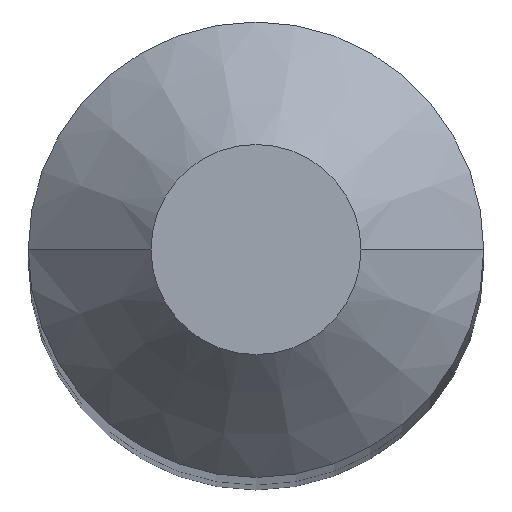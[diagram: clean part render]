
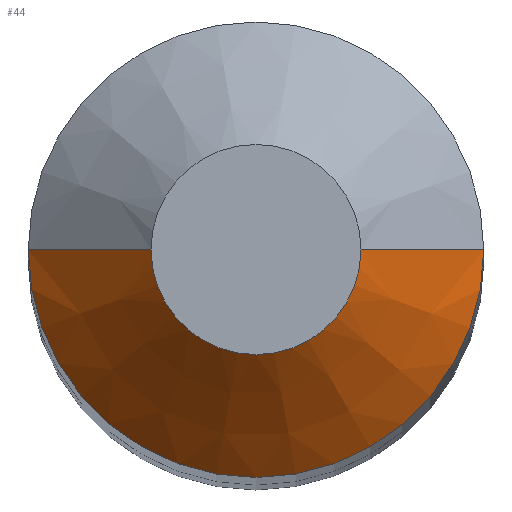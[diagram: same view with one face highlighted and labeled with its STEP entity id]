
A CAD part, top view. The second image highlights one B-rep face of the part: STEP entity #44.
In plain terms, the highlighted conical face has half-angle 45 degrees and reference radius 1.473 mm.
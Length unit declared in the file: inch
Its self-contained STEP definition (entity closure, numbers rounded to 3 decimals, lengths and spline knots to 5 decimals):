
#28 = CARTESIAN_POINT ( 'NONE',  ( 0.058, 0., -0.03125 ) ) ;
#34 = FACE_OUTER_BOUND ( 'NONE', #283, .T. ) ;
#43 = DIRECTION ( 'NONE',  ( -0.707, 0., -0.707 ) ) ;
#44 = ADVANCED_FACE ( 'NONE', ( #34 ), #121, .T. ) ;
#51 = EDGE_CURVE ( 'NONE', #252, #102, #215, .T. ) ;
#60 = DIRECTION ( 'NONE',  ( 0., 0., -1. ) ) ;
#65 = CARTESIAN_POINT ( 'NONE',  ( 0., 0., -0.03125 ) ) ;
#71 = CARTESIAN_POINT ( 'NONE',  ( -0.02675, 0., 0. ) ) ;
#77 = ORIENTED_EDGE ( 'NONE', *, *, #251, .F. ) ;
#79 = CARTESIAN_POINT ( 'NONE',  ( 0.02675, 0., 0. ) ) ;
#94 = CARTESIAN_POINT ( 'NONE',  ( 0., 0., -0.03125 ) ) ;
#102 = VERTEX_POINT ( 'NONE', #28 ) ;
#105 = DIRECTION ( 'NONE',  ( 1., 0., 0. ) ) ;
#106 = ORIENTED_EDGE ( 'NONE', *, *, #51, .T. ) ;
#121 = CONICAL_SURFACE ( 'NONE', #209, 0.058, 0.785 ) ;
#137 = VECTOR ( 'NONE', #43, 39.37008 ) ;
#166 = DIRECTION ( 'NONE',  ( 0., 0., 1. ) ) ;
#188 = CARTESIAN_POINT ( 'NONE',  ( 0., 0., 0. ) ) ;
#194 = AXIS2_PLACEMENT_3D ( 'NONE', #188, #166, #105 ) ;
#199 = CARTESIAN_POINT ( 'NONE',  ( 0.058, 0., -0.03125 ) ) ;
#209 = AXIS2_PLACEMENT_3D ( 'NONE', #65, #60, #361 ) ;
#215 = CIRCLE ( 'NONE', #306, 0.058 ) ;
#225 = LINE ( 'NONE', #199, #243 ) ;
#230 = ORIENTED_EDGE ( 'NONE', *, *, #383, .F. ) ;
#232 = ORIENTED_EDGE ( 'NONE', *, *, #329, .T. ) ;
#243 = VECTOR ( 'NONE', #387, 39.37008 ) ;
#244 = DIRECTION ( 'NONE',  ( 1., 0., 0. ) ) ;
#251 = EDGE_CURVE ( 'NONE', #345, #376, #369, .T. ) ;
#252 = VERTEX_POINT ( 'NONE', #305 ) ;
#283 = EDGE_LOOP ( 'NONE', ( #230, #77, #232, #106 ) ) ;
#305 = CARTESIAN_POINT ( 'NONE',  ( -0.058, 0., -0.03125 ) ) ;
#306 = AXIS2_PLACEMENT_3D ( 'NONE', #94, #323, #244 ) ;
#316 = CARTESIAN_POINT ( 'NONE',  ( -0.058, 0., -0.03125 ) ) ;
#323 = DIRECTION ( 'NONE',  ( 0., 0., 1. ) ) ;
#329 = EDGE_CURVE ( 'NONE', #345, #252, #334, .T. ) ;
#334 = LINE ( 'NONE', #316, #137 ) ;
#345 = VERTEX_POINT ( 'NONE', #71 ) ;
#361 = DIRECTION ( 'NONE',  ( -1., 0., 0. ) ) ;
#369 = CIRCLE ( 'NONE', #194, 0.02675 ) ;
#376 = VERTEX_POINT ( 'NONE', #79 ) ;
#383 = EDGE_CURVE ( 'NONE', #376, #102, #225, .T. ) ;
#387 = DIRECTION ( 'NONE',  ( 0.707, 0., -0.707 ) ) ;
